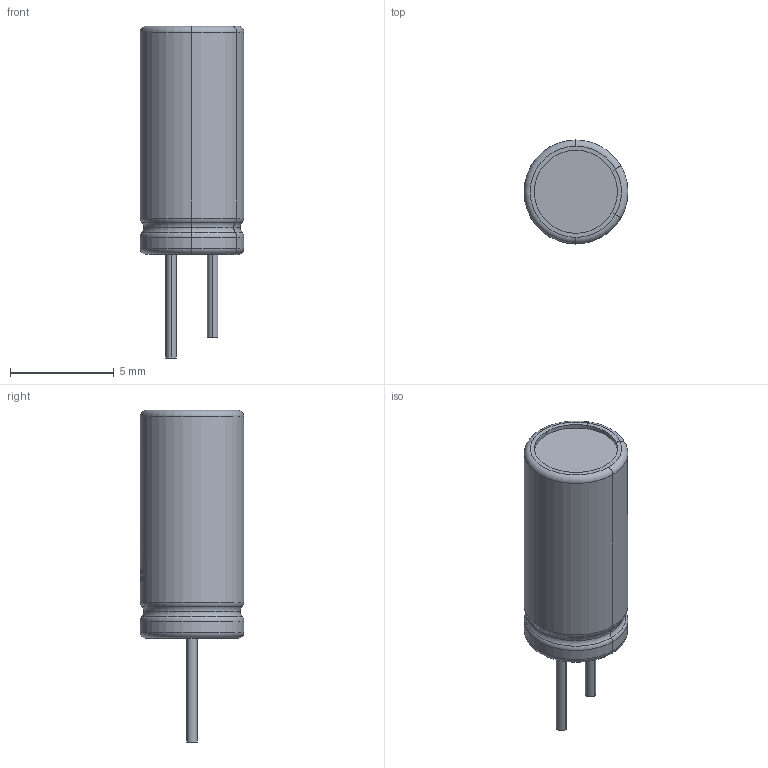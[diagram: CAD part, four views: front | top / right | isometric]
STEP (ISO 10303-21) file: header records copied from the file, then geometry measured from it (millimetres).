
FILE_DESCRIPTION (( 'STEP AP214' ), '1' );
FILE_NAME ('CAP-TH_BD5.0-P2.00-D0.5-FD-1.step', '2022-07-01T07:21:57', ( '' ), ( '' ), 'SwSTEP 2.0', 'SolidWorks 2020', '' );
FILE_SCHEMA (( 'AUTOMOTIVE_DESIGN' ));
Length unit declared in the file: millimetre
Products named in the file (1): CAP-TH_BD5.0-P2.00-D0.5-FD-1
Bounding box: 5.01 x 5 x 16.01 mm (x, y, z)
Volume: 211.2 mm3; surface area: 229.1 mm2
Topology: 1 solids, 1 shells, 274 faces, 739 edges, 488 vertices
Faces by surface type: plane 117, bspline 98, cylinder 35, torus 24
Entity records: 13443 total; most frequent: CARTESIAN_POINT 4742, ORIENTED_EDGE 1478, DIRECTION 775, EDGE_CURVE 739, VERTEX_POINT 488, EDGE_LOOP 295, UNCERTAINTY_MEASURE_WITH_UNIT 277, COLOUR_RGB 276
